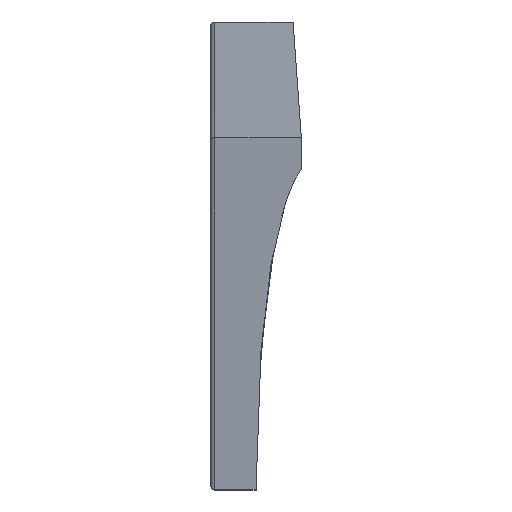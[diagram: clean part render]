
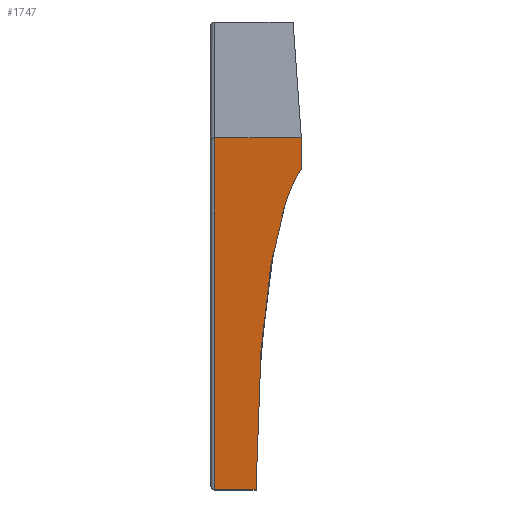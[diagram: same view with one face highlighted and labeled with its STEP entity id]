
A CAD part, left-side view. The second image highlights one B-rep face of the part: STEP entity #1747.
In plain terms, the highlighted planar face has unit normal (-0.991, 0, -0.137).
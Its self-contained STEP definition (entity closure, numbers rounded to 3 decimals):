
#16=B_SPLINE_CURVE_WITH_KNOTS('',3,(#2720,#2721,#2722,#2723),
 .UNSPECIFIED.,.F.,.F.,(4,4),(0.05,3.375),
 .UNSPECIFIED.);
#17=B_SPLINE_CURVE_WITH_KNOTS('',3,(#2725,#2726,#2727,#2728,#2729,#2730,
#2731,#2732,#2733,#2734),.UNSPECIFIED.,.F.,.F.,(4,2,2,2,4),(3.261,
4.969,6.732,7.381,7.768),
 .UNSPECIFIED.);
#66=PLANE('',#1868);
#158=FACE_OUTER_BOUND('',#259,.T.);
#259=EDGE_LOOP('',(#1438,#1439,#1440,#1441,#1442,#1443));
#468=LINE('',#2686,#694);
#477=LINE('',#2714,#703);
#479=LINE('',#2718,#705);
#480=LINE('',#2735,#706);
#694=VECTOR('',#2148,10.);
#703=VECTOR('',#2181,10.);
#705=VECTOR('',#2185,10.);
#706=VECTOR('',#2186,10.);
#911=VERTEX_POINT('',#2683);
#912=VERTEX_POINT('',#2685);
#919=VERTEX_POINT('',#2713);
#920=VERTEX_POINT('',#2717);
#921=VERTEX_POINT('',#2719);
#922=VERTEX_POINT('',#2724);
#1103=EDGE_CURVE('',#911,#912,#468,.T.);
#1117=EDGE_CURVE('',#919,#912,#477,.T.);
#1119=EDGE_CURVE('',#920,#911,#479,.T.);
#1120=EDGE_CURVE('',#920,#921,#16,.T.);
#1121=EDGE_CURVE('',#921,#922,#17,.T.);
#1122=EDGE_CURVE('',#919,#922,#480,.T.);
#1438=ORIENTED_EDGE('',*,*,#1103,.F.);
#1439=ORIENTED_EDGE('',*,*,#1119,.F.);
#1440=ORIENTED_EDGE('',*,*,#1120,.T.);
#1441=ORIENTED_EDGE('',*,*,#1121,.T.);
#1442=ORIENTED_EDGE('',*,*,#1122,.F.);
#1443=ORIENTED_EDGE('',*,*,#1117,.T.);
#1747=ADVANCED_FACE('',(#158),#66,.T.);
#1868=AXIS2_PLACEMENT_3D('',#2716,#2183,#2184);
#2148=DIRECTION('',(-0.137,0.,0.991));
#2181=DIRECTION('',(0.,1.,0.));
#2183=DIRECTION('center_axis',(-0.991,0.,-0.137));
#2184=DIRECTION('ref_axis',(-0.137,0.,0.991));
#2185=DIRECTION('',(0.,1.,0.));
#2186=DIRECTION('',(0.137,0.,-0.991));
#2683=CARTESIAN_POINT('',(-190.365,7.,-212.018));
#2685=CARTESIAN_POINT('',(-202.205,7.,-126.678));
#2686=CARTESIAN_POINT('',(-193.234,7.,-191.344));
#2713=CARTESIAN_POINT('',(-202.205,-14.,-126.678));
#2714=CARTESIAN_POINT('',(-202.205,0.,-126.678));
#2716=CARTESIAN_POINT('Origin',(-190.365,0.,-212.018));
#2717=CARTESIAN_POINT('',(-190.365,-3.004,-212.018));
#2718=CARTESIAN_POINT('',(-190.365,0.,-212.018));
#2719=CARTESIAN_POINT('',(-195.,-4.206,-178.612));
#2720=CARTESIAN_POINT('Ctrl Pts',(-190.365,-3.004,-212.018));
#2721=CARTESIAN_POINT('Ctrl Pts',(-191.89,-3.044,-201.025));
#2722=CARTESIAN_POINT('Ctrl Pts',(-193.482,-3.374,-189.556));
#2723=CARTESIAN_POINT('Ctrl Pts',(-195.,-4.206,-178.612));
#2724=CARTESIAN_POINT('',(-201.135,-14.,-134.396));
#2725=CARTESIAN_POINT('Ctrl Pts',(-195.,-4.206,-178.612));
#2726=CARTESIAN_POINT('Ctrl Pts',(-195.826,-4.659,-172.658));
#2727=CARTESIAN_POINT('Ctrl Pts',(-196.637,-5.264,-166.815));
#2728=CARTESIAN_POINT('Ctrl Pts',(-198.196,-6.886,-155.579));
#2729=CARTESIAN_POINT('Ctrl Pts',(-199.083,-8.066,-149.185));
#2730=CARTESIAN_POINT('Ctrl Pts',(-200.119,-10.337,-141.714));
#2731=CARTESIAN_POINT('Ctrl Pts',(-200.42,-11.1,-139.546));
#2732=CARTESIAN_POINT('Ctrl Pts',(-200.839,-12.551,-136.525));
#2733=CARTESIAN_POINT('Ctrl Pts',(-201.004,-13.222,-135.334));
#2734=CARTESIAN_POINT('Ctrl Pts',(-201.135,-14.,-134.396));
#2735=CARTESIAN_POINT('',(-202.205,-14.,-126.678));
